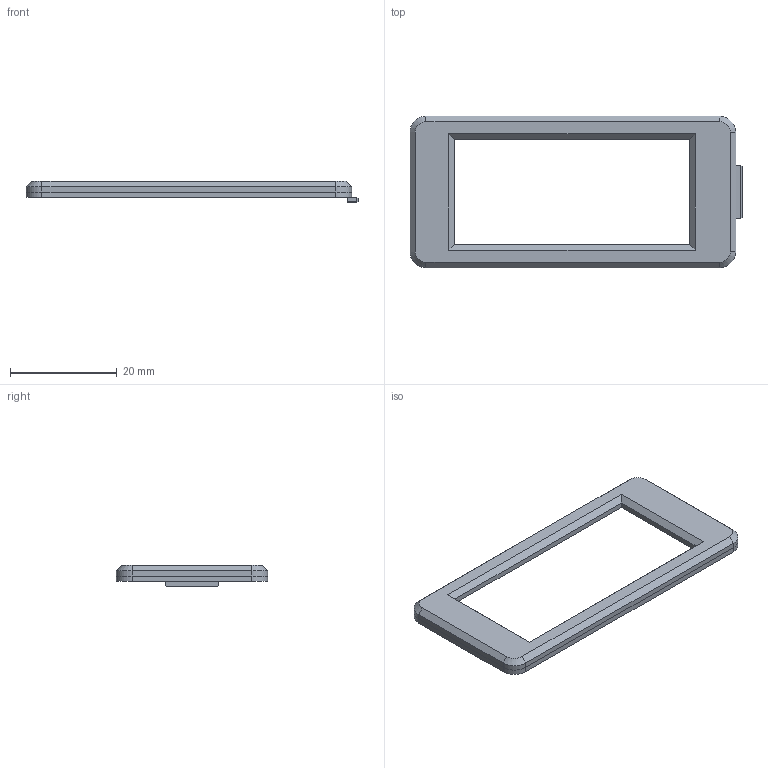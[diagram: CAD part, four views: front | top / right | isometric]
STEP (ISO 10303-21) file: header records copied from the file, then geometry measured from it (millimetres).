
FILE_DESCRIPTION(('FreeCAD Model'),'2;1');
FILE_NAME('Open CASCADE Shape Model','2024-12-11T07:21:05',('Author'),( ''),'Open CASCADE STEP processor 7.6','FreeCAD','Unknown');
FILE_SCHEMA(('AUTOMOTIVE_DESIGN { 1 0 10303 214 1 1 1 1 }'));
Length unit declared in the file: millimetre
Products named in the file (2): Enclosure_display; Body
Assembly tree (1 placements, depth 2):
  Enclosure_display
    Body
Bounding box: 62.32 x 28.4 x 4 mm (x, y, z)
Volume: 2078.2 mm3; surface area: 2516.4 mm2
Topology: 1 solids, 1 shells, 63 faces, 137 edges, 82 vertices
Faces by surface type: plane 47, cylinder 12, cone 4
Full cylindrical faces by diameter (mm): 0.75 x1, 1.2 x1
Entity records: 1719 total; most frequent: DIRECTION 295, CARTESIAN_POINT 284, ORIENTED_EDGE 274, EDGE_CURVE 137, LINE 109, VECTOR 109, AXIS2_PLACEMENT_3D 93, VERTEX_POINT 82
